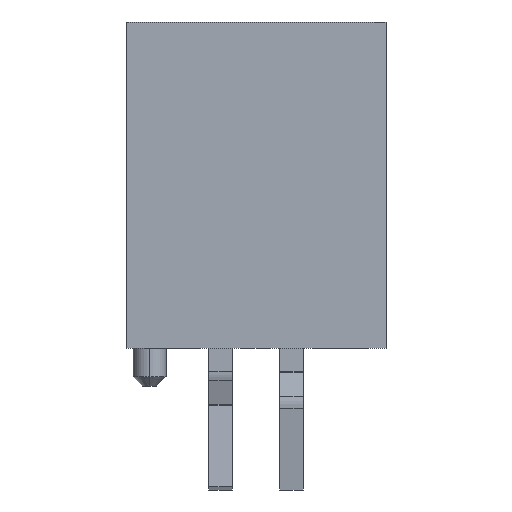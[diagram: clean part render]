
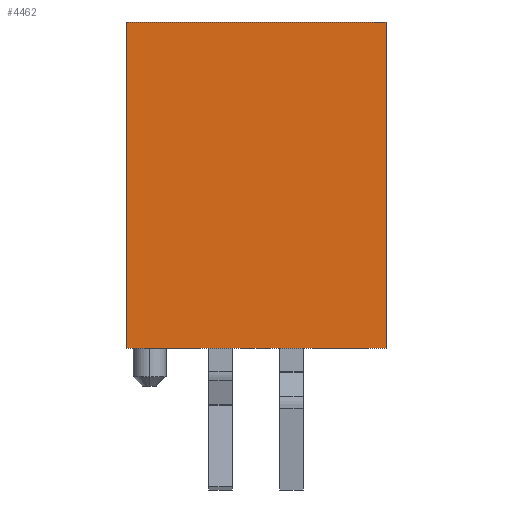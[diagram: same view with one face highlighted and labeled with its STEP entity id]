
A CAD part, front view. The second image highlights one B-rep face of the part: STEP entity #4462.
In plain terms, the highlighted planar face has unit normal (0, -1, 0).
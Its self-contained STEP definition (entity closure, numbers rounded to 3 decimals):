
#14=DIRECTION('',(1.,0.,0.));
#15=VECTOR('',#14,5.5);
#16=CARTESIAN_POINT('',(-2.75,-2.35,0.));
#17=LINE('',#16,#15);
#1348=DIRECTION('',(1.,0.,0.));
#1349=VECTOR('',#1348,5.5);
#1350=CARTESIAN_POINT('',(-2.75,-2.35,-6.9));
#1351=LINE('',#1350,#1349);
#1594=DIRECTION('',(0.,0.,-1.));
#1595=VECTOR('',#1594,6.9);
#1596=CARTESIAN_POINT('',(2.75,-2.35,0.));
#1597=LINE('',#1596,#1595);
#1606=DIRECTION('',(0.,0.,-1.));
#1607=VECTOR('',#1606,6.9);
#1608=CARTESIAN_POINT('',(-2.75,-2.35,0.));
#1609=LINE('',#1608,#1607);
#1651=CARTESIAN_POINT('',(-2.75,-2.35,0.));
#1653=VERTEX_POINT('',#1651);
#1654=CARTESIAN_POINT('',(2.75,-2.35,0.));
#1655=VERTEX_POINT('',#1654);
#1658=CARTESIAN_POINT('',(-2.75,-2.35,-6.9));
#1659=CARTESIAN_POINT('',(2.75,-2.35,-6.9));
#1660=VERTEX_POINT('',#1658);
#1661=VERTEX_POINT('',#1659);
#4451=CARTESIAN_POINT('',(-2.75,-2.35,0.));
#4452=DIRECTION('',(0.,-1.,0.));
#4453=DIRECTION('',(1.,0.,0.));
#4454=AXIS2_PLACEMENT_3D('',#4451,#4452,#4453);
#4455=PLANE('',#4454);
#4456=ORIENTED_EDGE('',*,*,#2177,.T.);
#4457=ORIENTED_EDGE('',*,*,#4433,.T.);
#4458=ORIENTED_EDGE('',*,*,#4045,.F.);
#4459=ORIENTED_EDGE('',*,*,#4119,.F.);
#4460=EDGE_LOOP('',(#4456,#4457,#4458,#4459));
#4461=FACE_OUTER_BOUND('',#4460,.F.);
#2177=EDGE_CURVE('',#1653,#1655,#17,.T.);
#4045=EDGE_CURVE('',#1660,#1661,#1351,.T.);
#4119=EDGE_CURVE('',#1653,#1660,#1609,.T.);
#4433=EDGE_CURVE('',#1655,#1661,#1597,.T.);
#4462=ADVANCED_FACE('',(#4461),#4455,.T.);
